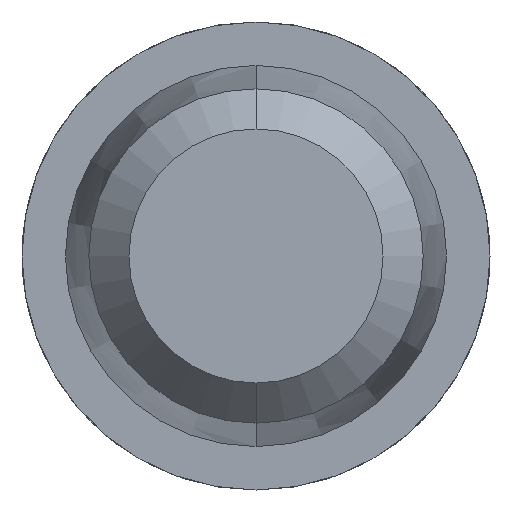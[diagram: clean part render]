
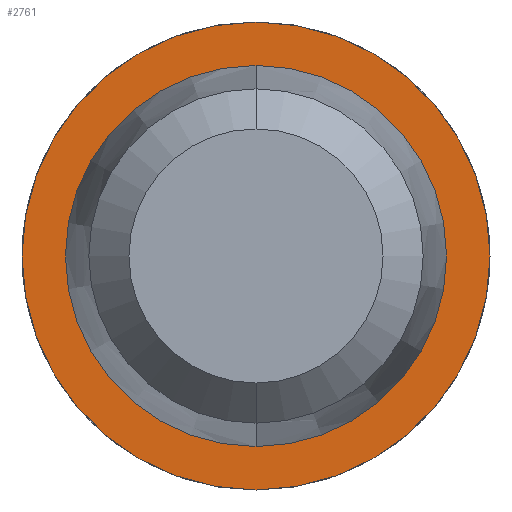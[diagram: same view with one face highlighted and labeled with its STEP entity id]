
A CAD part, front view. The second image highlights one B-rep face of the part: STEP entity #2761.
In plain terms, the highlighted planar face has unit normal (0, -1, 0).
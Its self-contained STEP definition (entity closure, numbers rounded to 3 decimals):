
#35 = CARTESIAN_POINT ( 'NONE',  ( 0., 26., 0. ) ) ;
#75 = ORIENTED_EDGE ( 'NONE', *, *, #2370, .F. ) ;
#207 = ORIENTED_EDGE ( 'NONE', *, *, #3927, .F. ) ;
#265 = AXIS2_PLACEMENT_3D ( 'NONE', #2898, #1729, #1023 ) ;
#352 = DIRECTION ( 'NONE',  ( 0., -1., 0. ) ) ;
#373 = FACE_BOUND ( 'NONE', #2715, .T. ) ;
#411 = CARTESIAN_POINT ( 'NONE',  ( 0., 26., 0. ) ) ;
#603 = VERTEX_POINT ( 'NONE', #2548 ) ;
#655 = CARTESIAN_POINT ( 'NONE',  ( 0., 26., 0.7 ) ) ;
#661 = DIRECTION ( 'NONE',  ( 0., -1., 0. ) ) ;
#666 = ORIENTED_EDGE ( 'NONE', *, *, #2700, .T. ) ;
#915 = CIRCLE ( 'NONE', #2459, 0.7 ) ;
#1023 = DIRECTION ( 'NONE',  ( 0., 0., -1. ) ) ;
#1204 = EDGE_CURVE ( 'Defeature ausgef�hrt2_13+Defeature ausgef�hrt2_14+Defeature ausgef�hrt2_14+Defeature ausgef�hrt2_14', #603, #2433, #3344, .T. ) ;
#1248 = CIRCLE ( 'NONE', #3485, 0.57 ) ;
#1316 = CARTESIAN_POINT ( 'NONE',  ( 0., 26., 0. ) ) ;
#1428 = ORIENTED_EDGE ( 'NONE', *, *, #1204, .T. ) ;
#1460 = CARTESIAN_POINT ( 'NONE',  ( 0., 26., 0.57 ) ) ;
#1641 = DIRECTION ( 'NONE',  ( 0., 0., -1. ) ) ;
#1729 = DIRECTION ( 'NONE',  ( 0., -1., 0. ) ) ;
#2080 = EDGE_LOOP ( 'NONE', ( #1428, #666 ) ) ;
#2181 = DIRECTION ( 'NONE',  ( 0., 0., -1. ) ) ;
#2196 = CIRCLE ( 'NONE', #3612, 0.57 ) ;
#2225 = CARTESIAN_POINT ( 'NONE',  ( 0.57, 26., 0. ) ) ;
#2370 = EDGE_CURVE ( 'Defeature ausgef�hrt2_12+Defeature ausgef�hrt2_13+Defeature ausgef�hrt2_13+Defeature ausgef�hrt2_13', #3928, #2556, #2196, .T. ) ;
#2433 = VERTEX_POINT ( 'NONE', #655 ) ;
#2459 = AXIS2_PLACEMENT_3D ( 'NONE', #35, #661, #3114 ) ;
#2543 = DIRECTION ( 'NONE',  ( 0., -1., 0. ) ) ;
#2548 = CARTESIAN_POINT ( 'NONE',  ( 0., 26., -0.7 ) ) ;
#2556 = VERTEX_POINT ( 'NONE', #3670 ) ;
#2700 = EDGE_CURVE ( 'Defeature ausgef�hrt2_13+Defeature ausgef�hrt2_14+Defeature ausgef�hrt2_14+Defeature ausgef�hrt2_14', #2433, #603, #915, .T. ) ;
#2715 = EDGE_LOOP ( 'NONE', ( #75, #207 ) ) ;
#2761 = ADVANCED_FACE ( 'Defeature ausgef�hrt2_13', ( #3127, #373 ), #3169, .T. ) ;
#2827 = DIRECTION ( 'NONE',  ( 0., -1., 0. ) ) ;
#2898 = CARTESIAN_POINT ( 'NONE',  ( 0., 26., 0. ) ) ;
#3045 = AXIS2_PLACEMENT_3D ( 'NONE', #2225, #2827, #1641 ) ;
#3114 = DIRECTION ( 'NONE',  ( 0., 0., -1. ) ) ;
#3127 = FACE_OUTER_BOUND ( 'NONE', #2080, .T. ) ;
#3169 = PLANE ( 'NONE',  #3045 ) ;
#3344 = CIRCLE ( 'NONE', #265, 0.7 ) ;
#3485 = AXIS2_PLACEMENT_3D ( 'NONE', #1316, #2543, #3759 ) ;
#3612 = AXIS2_PLACEMENT_3D ( 'NONE', #411, #352, #2181 ) ;
#3670 = CARTESIAN_POINT ( 'NONE',  ( 0., 26., -0.57 ) ) ;
#3759 = DIRECTION ( 'NONE',  ( 0., 0., -1. ) ) ;
#3927 = EDGE_CURVE ( 'Defeature ausgef�hrt2_12+Defeature ausgef�hrt2_13+Defeature ausgef�hrt2_13+Defeature ausgef�hrt2_13', #2556, #3928, #1248, .T. ) ;
#3928 = VERTEX_POINT ( 'NONE', #1460 ) ;
